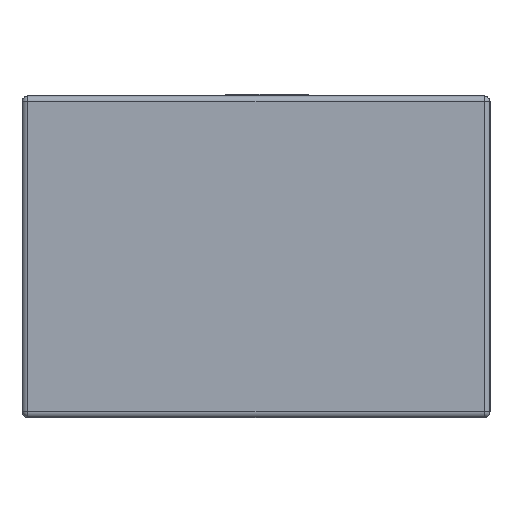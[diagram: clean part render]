
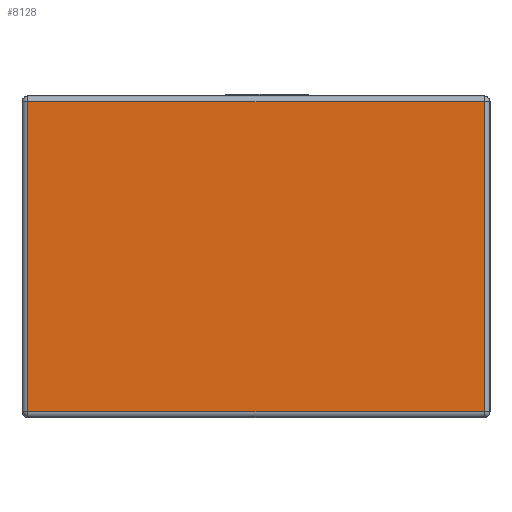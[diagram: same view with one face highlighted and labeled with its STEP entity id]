
A CAD part, left-side view. The second image highlights one B-rep face of the part: STEP entity #8128.
In plain terms, the highlighted planar face has unit normal (-1, 0, 0).
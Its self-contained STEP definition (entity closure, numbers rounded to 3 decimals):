
#1113=FACE_OUTER_BOUND('',#1606,.T.);
#1606=EDGE_LOOP('',(#5730,#5731,#5732,#5733));
#2072=LINE('',#10844,#2725);
#2076=LINE('',#10850,#2729);
#2081=LINE('',#10857,#2734);
#2085=LINE('',#10863,#2738);
#2725=VECTOR('',#9418,10.);
#2729=VECTOR('',#9426,10.);
#2734=VECTOR('',#9435,10.);
#2738=VECTOR('',#9443,10.);
#3422=VERTEX_POINT('',#10793);
#3427=VERTEX_POINT('',#10808);
#3434=VERTEX_POINT('',#10830);
#3437=VERTEX_POINT('',#10837);
#4271=EDGE_CURVE('',#3437,#3427,#2072,.T.);
#4275=EDGE_CURVE('',#3434,#3437,#2076,.T.);
#4280=EDGE_CURVE('',#3422,#3434,#2081,.T.);
#4284=EDGE_CURVE('',#3427,#3422,#2085,.T.);
#5730=ORIENTED_EDGE('',*,*,#4271,.F.);
#5731=ORIENTED_EDGE('',*,*,#4275,.F.);
#5732=ORIENTED_EDGE('',*,*,#4280,.F.);
#5733=ORIENTED_EDGE('',*,*,#4284,.F.);
#7896=PLANE('',#8859);
#8128=ADVANCED_FACE('',(#1113),#7896,.T.);
#8859=AXIS2_PLACEMENT_3D('',#10940,#9549,#9550);
#9418=DIRECTION('',(0.,1.,0.));
#9426=DIRECTION('',(0.,0.,-1.));
#9435=DIRECTION('',(0.,-1.,0.));
#9443=DIRECTION('',(0.,0.,1.));
#9549=DIRECTION('center_axis',(-1.,0.,0.));
#9550=DIRECTION('ref_axis',(0.,-1.,0.));
#10793=CARTESIAN_POINT('',(-0.187,0.54,0.79));
#10808=CARTESIAN_POINT('',(-0.187,0.54,0.01));
#10830=CARTESIAN_POINT('',(-0.187,0.01,0.79));
#10837=CARTESIAN_POINT('',(-0.187,0.01,0.01));
#10844=CARTESIAN_POINT('',(-0.187,0.413,0.01));
#10850=CARTESIAN_POINT('',(-0.187,0.01,0.));
#10857=CARTESIAN_POINT('',(-0.187,0.413,0.79));
#10863=CARTESIAN_POINT('',(-0.187,0.54,0.));
#10940=CARTESIAN_POINT('Origin',(-0.187,0.55,0.));
